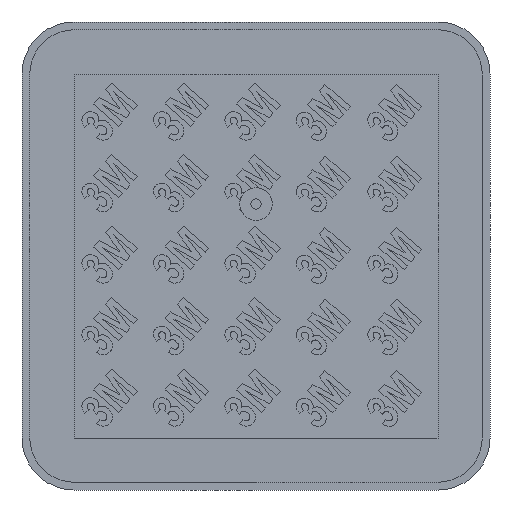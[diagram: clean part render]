
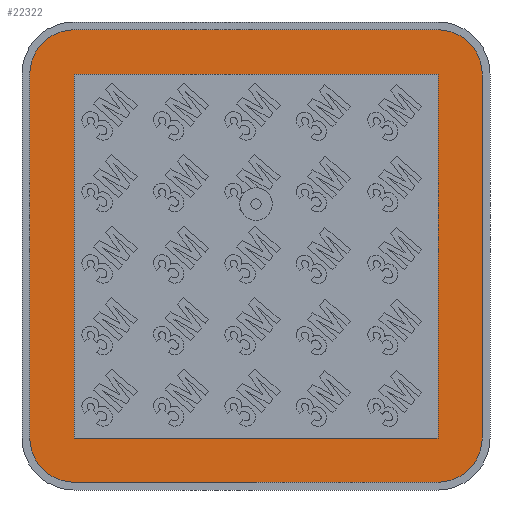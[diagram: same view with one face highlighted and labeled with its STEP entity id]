
A CAD part, front view. The second image highlights one B-rep face of the part: STEP entity #22322.
In plain terms, the highlighted planar face has unit normal (0, -1, 0).
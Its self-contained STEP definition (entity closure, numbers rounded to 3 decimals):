
#651 = CARTESIAN_POINT ( 'NONE',  ( 4., -0.001, -32. ) ) ;
#2141 = CARTESIAN_POINT ( 'NONE',  ( 32., -0.001, -32. ) ) ;
#2460 = EDGE_CURVE ( 'NONE', #15681, #64551, #59218, .T. ) ;
#2662 = DIRECTION ( 'NONE',  ( 0., 0., -1. ) ) ;
#2811 = DIRECTION ( 'NONE',  ( 0., 0., -1. ) ) ;
#3404 = VECTOR ( 'NONE', #20412, 1000. ) ;
#3992 = DIRECTION ( 'NONE',  ( 0., -1., 0. ) ) ;
#4479 = VERTEX_POINT ( 'NONE', #51546 ) ;
#4720 = ORIENTED_EDGE ( 'NONE', *, *, #58878, .T. ) ;
#5290 = VECTOR ( 'NONE', #33184, 1000. ) ;
#6097 = VERTEX_POINT ( 'NONE', #24124 ) ;
#6511 = CARTESIAN_POINT ( 'NONE',  ( 4., -0.001, -35.4 ) ) ;
#8299 = AXIS2_PLACEMENT_3D ( 'NONE', #68661, #3992, #25871 ) ;
#9163 = CARTESIAN_POINT ( 'NONE',  ( 4., -0.001, -4. ) ) ;
#9363 = LINE ( 'NONE', #6511, #38826 ) ;
#9472 = EDGE_CURVE ( 'NONE', #55031, #62790, #34773, .T. ) ;
#9577 = VERTEX_POINT ( 'NONE', #31260 ) ;
#10338 = AXIS2_PLACEMENT_3D ( 'NONE', #50777, #66827, #18375 ) ;
#11481 = ORIENTED_EDGE ( 'NONE', *, *, #68030, .T. ) ;
#11916 = DIRECTION ( 'NONE',  ( 1., 0., 0. ) ) ;
#12515 = CIRCLE ( 'NONE', #17641, 3.4 ) ;
#12947 = CARTESIAN_POINT ( 'NONE',  ( 32., -0.001, -32. ) ) ;
#13166 = AXIS2_PLACEMENT_3D ( 'NONE', #49609, #55271, #50068 ) ;
#13494 = DIRECTION ( 'NONE',  ( 0., 0., -1. ) ) ;
#14326 = DIRECTION ( 'NONE',  ( 0., 0., -1. ) ) ;
#15257 = VERTEX_POINT ( 'NONE', #31835 ) ;
#15681 = VERTEX_POINT ( 'NONE', #36023 ) ;
#16135 = LINE ( 'NONE', #34775, #27936 ) ;
#17191 = VECTOR ( 'NONE', #61035, 1000. ) ;
#17641 = AXIS2_PLACEMENT_3D ( 'NONE', #2141, #23543, #2811 ) ;
#17719 = ORIENTED_EDGE ( 'NONE', *, *, #20984, .T. ) ;
#17937 = ORIENTED_EDGE ( 'NONE', *, *, #36769, .T. ) ;
#18375 = DIRECTION ( 'NONE',  ( 0., 0., -1. ) ) ;
#18636 = CARTESIAN_POINT ( 'NONE',  ( 0.6, -0.001, -4. ) ) ;
#18840 = VERTEX_POINT ( 'NONE', #51722 ) ;
#19693 = ORIENTED_EDGE ( 'NONE', *, *, #36669, .F. ) ;
#20151 = LINE ( 'NONE', #9163, #56528 ) ;
#20412 = DIRECTION ( 'NONE',  ( -1., 0., 0. ) ) ;
#20859 = EDGE_CURVE ( 'NONE', #6097, #24414, #57317, .T. ) ;
#20984 = EDGE_CURVE ( 'NONE', #4479, #6097, #12515, .T. ) ;
#22322 = ADVANCED_FACE ( 'NONE', ( #29875, #28154 ), #40810, .T. ) ;
#23027 = CIRCLE ( 'NONE', #10338, 3.4 ) ;
#23543 = DIRECTION ( 'NONE',  ( 0., -1., 0. ) ) ;
#23869 = DIRECTION ( 'NONE',  ( 0., -1., 0. ) ) ;
#24124 = CARTESIAN_POINT ( 'NONE',  ( 35.4, -0.001, -32. ) ) ;
#24414 = VERTEX_POINT ( 'NONE', #41168 ) ;
#25158 = VECTOR ( 'NONE', #33203, 1000. ) ;
#25871 = DIRECTION ( 'NONE',  ( 0., 0., -1. ) ) ;
#25947 = EDGE_CURVE ( 'NONE', #60214, #55031, #16135, .T. ) ;
#27260 = VECTOR ( 'NONE', #2662, 1000. ) ;
#27936 = VECTOR ( 'NONE', #50647, 1000. ) ;
#28154 = FACE_BOUND ( 'NONE', #62278, .T. ) ;
#28857 = ORIENTED_EDGE ( 'NONE', *, *, #52076, .F. ) ;
#29036 = CARTESIAN_POINT ( 'NONE',  ( 4., -0.001, -4. ) ) ;
#29875 = FACE_OUTER_BOUND ( 'NONE', #53507, .T. ) ;
#31260 = CARTESIAN_POINT ( 'NONE',  ( 32., -0.001, -0.6 ) ) ;
#31484 = CARTESIAN_POINT ( 'NONE',  ( 4., -0.001, -4. ) ) ;
#31512 = LINE ( 'NONE', #53490, #17191 ) ;
#31835 = CARTESIAN_POINT ( 'NONE',  ( 4., -0.001, -35.4 ) ) ;
#33184 = DIRECTION ( 'NONE',  ( 0., 0., 1. ) ) ;
#33203 = DIRECTION ( 'NONE',  ( 0., 0., 1. ) ) ;
#33704 = EDGE_CURVE ( 'NONE', #24414, #9577, #23027, .T. ) ;
#34773 = LINE ( 'NONE', #43153, #5290 ) ;
#34775 = CARTESIAN_POINT ( 'NONE',  ( 4., -0.001, -32. ) ) ;
#36023 = CARTESIAN_POINT ( 'NONE',  ( 4., -0.001, -0.6 ) ) ;
#36669 = EDGE_CURVE ( 'NONE', #62790, #44607, #59116, .T. ) ;
#36769 = EDGE_CURVE ( 'NONE', #15257, #4479, #9363, .T. ) ;
#37032 = ORIENTED_EDGE ( 'NONE', *, *, #33704, .T. ) ;
#38826 = VECTOR ( 'NONE', #11916, 1000. ) ;
#39702 = ORIENTED_EDGE ( 'NONE', *, *, #63434, .T. ) ;
#39931 = ORIENTED_EDGE ( 'NONE', *, *, #9472, .F. ) ;
#40168 = CARTESIAN_POINT ( 'NONE',  ( 4., -0.001, -32. ) ) ;
#40810 = PLANE ( 'NONE',  #8299 ) ;
#41168 = CARTESIAN_POINT ( 'NONE',  ( 35.4, -0.001, -4. ) ) ;
#41663 = LINE ( 'NONE', #18636, #27260 ) ;
#43153 = CARTESIAN_POINT ( 'NONE',  ( 32., -0.001, -4. ) ) ;
#44607 = VERTEX_POINT ( 'NONE', #29036 ) ;
#47969 = ORIENTED_EDGE ( 'NONE', *, *, #25947, .F. ) ;
#49609 = CARTESIAN_POINT ( 'NONE',  ( 4., -0.001, -4. ) ) ;
#50068 = DIRECTION ( 'NONE',  ( 0., 0., -1. ) ) ;
#50647 = DIRECTION ( 'NONE',  ( 1., 0., 0. ) ) ;
#50704 = AXIS2_PLACEMENT_3D ( 'NONE', #40168, #23869, #13494 ) ;
#50777 = CARTESIAN_POINT ( 'NONE',  ( 32., -0.001, -4. ) ) ;
#51546 = CARTESIAN_POINT ( 'NONE',  ( 32., -0.001, -35.4 ) ) ;
#51722 = CARTESIAN_POINT ( 'NONE',  ( 0.6, -0.001, -32. ) ) ;
#52076 = EDGE_CURVE ( 'NONE', #44607, #60214, #20151, .T. ) ;
#53490 = CARTESIAN_POINT ( 'NONE',  ( 32., -0.001, -0.6 ) ) ;
#53507 = EDGE_LOOP ( 'NONE', ( #62280, #11481, #39702, #17937, #17719, #58353, #37032, #4720 ) ) ;
#55031 = VERTEX_POINT ( 'NONE', #12947 ) ;
#55271 = DIRECTION ( 'NONE',  ( 0., -1., 0. ) ) ;
#56528 = VECTOR ( 'NONE', #14326, 1000. ) ;
#57317 = LINE ( 'NONE', #60414, #25158 ) ;
#58353 = ORIENTED_EDGE ( 'NONE', *, *, #20859, .T. ) ;
#58878 = EDGE_CURVE ( 'NONE', #9577, #15681, #31512, .T. ) ;
#59116 = LINE ( 'NONE', #31484, #3404 ) ;
#59218 = CIRCLE ( 'NONE', #13166, 3.4 ) ;
#60214 = VERTEX_POINT ( 'NONE', #651 ) ;
#60414 = CARTESIAN_POINT ( 'NONE',  ( 35.4, -0.001, -32. ) ) ;
#61035 = DIRECTION ( 'NONE',  ( -1., 0., 0. ) ) ;
#61548 = CARTESIAN_POINT ( 'NONE',  ( 32., -0.001, -4. ) ) ;
#62278 = EDGE_LOOP ( 'NONE', ( #28857, #19693, #39931, #47969 ) ) ;
#62280 = ORIENTED_EDGE ( 'NONE', *, *, #2460, .T. ) ;
#62609 = CIRCLE ( 'NONE', #50704, 3.4 ) ;
#62790 = VERTEX_POINT ( 'NONE', #61548 ) ;
#63434 = EDGE_CURVE ( 'NONE', #18840, #15257, #62609, .T. ) ;
#64551 = VERTEX_POINT ( 'NONE', #68598 ) ;
#66827 = DIRECTION ( 'NONE',  ( 0., -1., 0. ) ) ;
#68030 = EDGE_CURVE ( 'NONE', #64551, #18840, #41663, .T. ) ;
#68598 = CARTESIAN_POINT ( 'NONE',  ( 0.6, -0.001, -4. ) ) ;
#68661 = CARTESIAN_POINT ( 'NONE',  ( 4., -0.001, -4. ) ) ;
